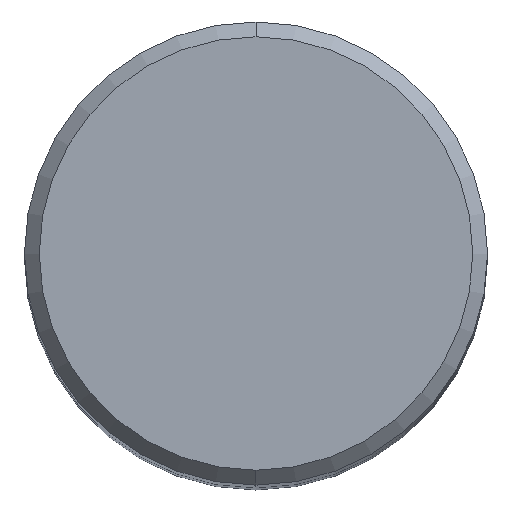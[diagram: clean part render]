
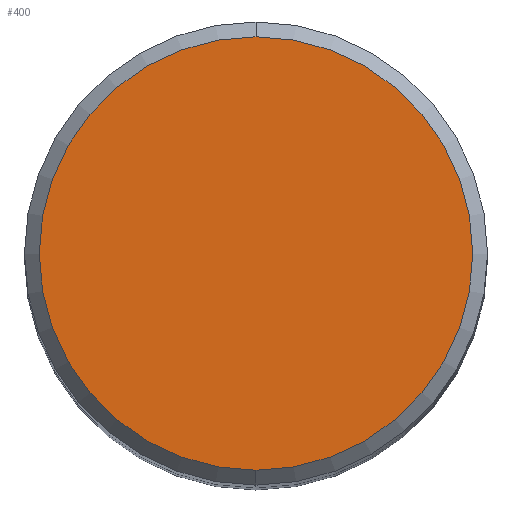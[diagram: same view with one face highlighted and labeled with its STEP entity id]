
A CAD part, top view. The second image highlights one B-rep face of the part: STEP entity #400.
In plain terms, the highlighted planar face has unit normal (0, 0, 1).
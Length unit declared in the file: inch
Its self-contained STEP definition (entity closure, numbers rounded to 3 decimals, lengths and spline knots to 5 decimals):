
#12 = AXIS2_PLACEMENT_3D ( 'NONE', #131, #261, #390 ) ;
#28 = CIRCLE ( 'NONE', #12, 0.2925 ) ;
#49 = EDGE_LOOP ( 'NONE', ( #294, #110 ) ) ;
#76 = AXIS2_PLACEMENT_3D ( 'NONE', #230, #345, #163 ) ;
#84 = EDGE_CURVE ( 'NONE', #195, #404, #256, .T. ) ;
#97 = CARTESIAN_POINT ( 'NONE',  ( 0., 0.2925, 0. ) ) ;
#110 = ORIENTED_EDGE ( 'NONE', *, *, #84, .T. ) ;
#131 = CARTESIAN_POINT ( 'NONE',  ( 0., 0., 0. ) ) ;
#163 = DIRECTION ( 'NONE',  ( 0., -1., 0. ) ) ;
#168 = EDGE_CURVE ( 'NONE', #404, #195, #28, .T. ) ;
#195 = VERTEX_POINT ( 'NONE', #203 ) ;
#203 = CARTESIAN_POINT ( 'NONE',  ( 0., -0.2925, 0. ) ) ;
#224 = DIRECTION ( 'NONE',  ( 0., 0., -1. ) ) ;
#230 = CARTESIAN_POINT ( 'NONE',  ( 0., 0., 0. ) ) ;
#254 = CARTESIAN_POINT ( 'NONE',  ( 0., 0.2925, 0. ) ) ;
#256 = CIRCLE ( 'NONE', #76, 0.2925 ) ;
#261 = DIRECTION ( 'NONE',  ( 0., 0., 1. ) ) ;
#294 = ORIENTED_EDGE ( 'NONE', *, *, #168, .T. ) ;
#322 = PLANE ( 'NONE',  #375 ) ;
#345 = DIRECTION ( 'NONE',  ( 0., 0., 1. ) ) ;
#354 = DIRECTION ( 'NONE',  ( 0., 1., 0. ) ) ;
#357 = FACE_OUTER_BOUND ( 'NONE', #49, .T. ) ;
#375 = AXIS2_PLACEMENT_3D ( 'NONE', #97, #224, #354 ) ;
#390 = DIRECTION ( 'NONE',  ( 0., -1., 0. ) ) ;
#400 = ADVANCED_FACE ( 'NONE', ( #357 ), #322, .F. ) ;
#404 = VERTEX_POINT ( 'NONE', #254 ) ;
